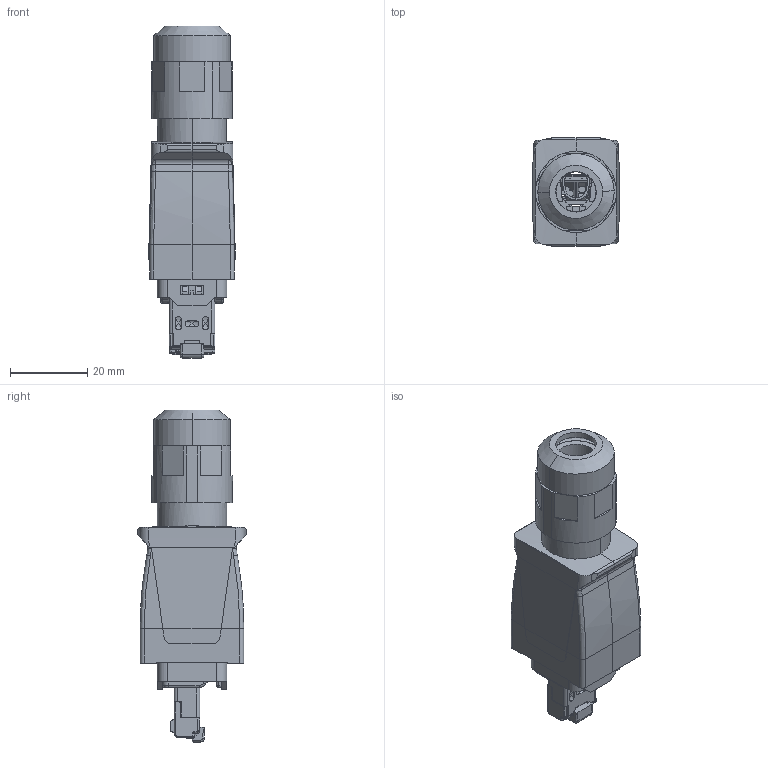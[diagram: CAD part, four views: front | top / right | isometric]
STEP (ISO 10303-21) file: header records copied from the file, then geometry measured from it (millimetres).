
FILE_DESCRIPTION(('CATIA V5 STEP Exchange','CAx-IF Rec.Pracs.--- Model Styling and Organization---1.4--- 2014-01-23'),'2;1');
FILE_NAME ('1286071-6_0', '2021-07-08T06:21:16+00:00', ('none'), ('Weidmueller'), 'CATIA Version 5-6 Release 2016 SP3 HF44', 'CATIA V5 STEP AP214', 'none');
FILE_SCHEMA(('AUTOMOTIVE_DESIGN { 1 0 10303 214 1 1 1 1 }'));
Length unit declared in the file: millimetre
Products named in the file (1): 2768740000
Bounding box: 22.3 x 28 x 86.03 mm (x, y, z)
Volume: 16424.3 mm3; surface area: 28899.8 mm2
Topology: 18 solids, 18 shells, 2407 faces, 6452 edges, 4130 vertices
Faces by surface type: plane 1380, cylinder 750, extrusion 153, torus 46, bspline 42, cone 30, sphere 6
Entity records: 75935 total; most frequent: CARTESIAN_POINT 19964, ORIENTED_EDGE 12868, DIRECTION 9160, EDGE_CURVE 6434, VECTOR 4383, LINE 4230, VERTEX_POINT 4130, AXIS2_PLACEMENT_3D 2921
